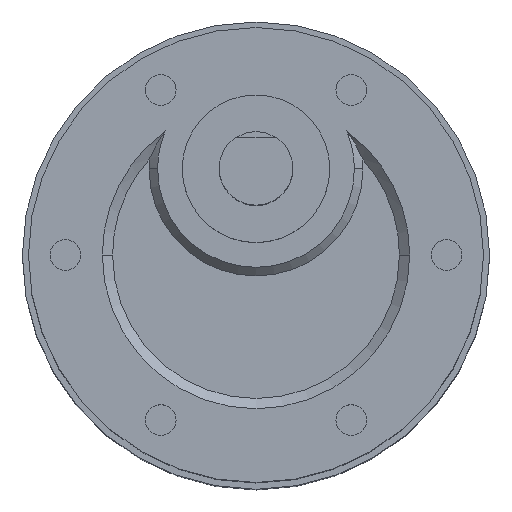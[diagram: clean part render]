
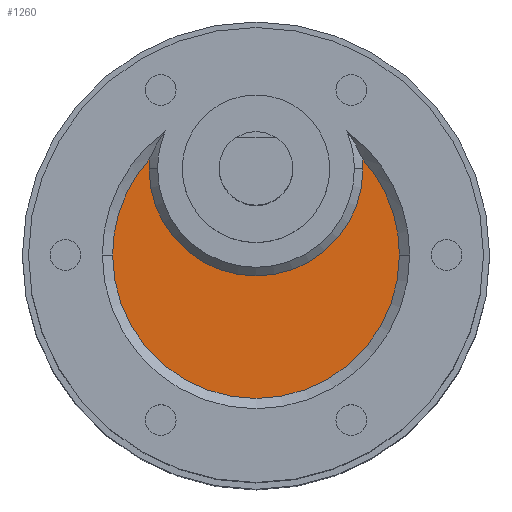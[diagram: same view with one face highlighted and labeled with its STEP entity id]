
A CAD part, top view. The second image highlights one B-rep face of the part: STEP entity #1260.
In plain terms, the highlighted planar face has unit normal (0, 0, 1).
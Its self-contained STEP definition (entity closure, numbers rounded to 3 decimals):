
#630 = DIRECTION ( 'NONE',  ( 0., 0., -1. ) ) ;
#1260 = ADVANCED_FACE ( 'NONE', ( #13916 ), #5279, .T. ) ;
#1671 = CIRCLE ( 'NONE', #7527, 11.666 ) ;
#1681 = CARTESIAN_POINT ( 'NONE',  ( 8.7, 7., 25.3 ) ) ;
#2249 = ORIENTED_EDGE ( 'NONE', *, *, #16814, .T. ) ;
#2295 = CARTESIAN_POINT ( 'NONE',  ( 0., 3.5, 25.3 ) ) ;
#2447 = CIRCLE ( 'NONE', #4634, 8.7 ) ;
#3395 = CARTESIAN_POINT ( 'NONE',  ( 0., 7., 25.3 ) ) ;
#3402 = CARTESIAN_POINT ( 'NONE',  ( 0., 7., 25.3 ) ) ;
#3449 = VERTEX_POINT ( 'NONE', #12219 ) ;
#3959 = EDGE_CURVE ( 'NONE', #13270, #3449, #1671, .T. ) ;
#4622 = VERTEX_POINT ( 'NONE', #6522 ) ;
#4634 = AXIS2_PLACEMENT_3D ( 'NONE', #9312, #630, #9627 ) ;
#4720 = EDGE_CURVE ( 'NONE', #14999, #4622, #12624, .T. ) ;
#4839 = ORIENTED_EDGE ( 'NONE', *, *, #3959, .T. ) ;
#5279 = PLANE ( 'NONE',  #15051 ) ;
#5720 = CARTESIAN_POINT ( 'NONE',  ( 11.666, 0., 25.3 ) ) ;
#5723 = DIRECTION ( 'NONE',  ( 0., 0., 1. ) ) ;
#5812 = CIRCLE ( 'NONE', #7628, 8.7 ) ;
#5922 = EDGE_CURVE ( 'NONE', #17052, #10471, #2447, .T. ) ;
#6522 = CARTESIAN_POINT ( 'NONE',  ( -11.666, 0., 25.3 ) ) ;
#7198 = EDGE_LOOP ( 'NONE', ( #21790, #7641, #18379, #11421, #2249, #4839 ) ) ;
#7527 = AXIS2_PLACEMENT_3D ( 'NONE', #22346, #8443, #11961 ) ;
#7628 = AXIS2_PLACEMENT_3D ( 'NONE', #3402, #12068, #8677 ) ;
#7641 = ORIENTED_EDGE ( 'NONE', *, *, #5922, .T. ) ;
#8443 = DIRECTION ( 'NONE',  ( 0., 0., 1. ) ) ;
#8677 = DIRECTION ( 'NONE',  ( 1., 0., 0. ) ) ;
#8887 = CARTESIAN_POINT ( 'NONE',  ( -8.662, 7.814, 25.3 ) ) ;
#9168 = DIRECTION ( 'NONE',  ( 0., 0., 1. ) ) ;
#9312 = CARTESIAN_POINT ( 'NONE',  ( 0., 7., 25.3 ) ) ;
#9627 = DIRECTION ( 'NONE',  ( 1., 0., 0. ) ) ;
#9780 = CARTESIAN_POINT ( 'NONE',  ( 0., 0., 25.3 ) ) ;
#10095 = AXIS2_PLACEMENT_3D ( 'NONE', #9780, #14269, #21243 ) ;
#10471 = VERTEX_POINT ( 'NONE', #17741 ) ;
#11234 = AXIS2_PLACEMENT_3D ( 'NONE', #3395, #21088, #17317 ) ;
#11421 = ORIENTED_EDGE ( 'NONE', *, *, #4720, .T. ) ;
#11708 = EDGE_CURVE ( 'NONE', #3449, #17052, #5812, .T. ) ;
#11961 = DIRECTION ( 'NONE',  ( 1., 0., 0. ) ) ;
#12068 = DIRECTION ( 'NONE',  ( 0., 0., -1. ) ) ;
#12219 = CARTESIAN_POINT ( 'NONE',  ( 8.662, 7.814, 25.3 ) ) ;
#12624 = CIRCLE ( 'NONE', #10095, 11.666 ) ;
#12659 = DIRECTION ( 'NONE',  ( 1., 0., 0. ) ) ;
#12895 = DIRECTION ( 'NONE',  ( 1., 0., 0. ) ) ;
#13270 = VERTEX_POINT ( 'NONE', #5720 ) ;
#13404 = EDGE_CURVE ( 'NONE', #10471, #14999, #21064, .T. ) ;
#13916 = FACE_OUTER_BOUND ( 'NONE', #7198, .T. ) ;
#14269 = DIRECTION ( 'NONE',  ( 0., 0., 1. ) ) ;
#14374 = CARTESIAN_POINT ( 'NONE',  ( 0., 0., 25.3 ) ) ;
#14999 = VERTEX_POINT ( 'NONE', #8887 ) ;
#15051 = AXIS2_PLACEMENT_3D ( 'NONE', #2295, #9168, #12895 ) ;
#16774 = CIRCLE ( 'NONE', #22255, 11.666 ) ;
#16814 = EDGE_CURVE ( 'NONE', #4622, #13270, #16774, .T. ) ;
#17052 = VERTEX_POINT ( 'NONE', #1681 ) ;
#17317 = DIRECTION ( 'NONE',  ( 1., 0., 0. ) ) ;
#17741 = CARTESIAN_POINT ( 'NONE',  ( -8.7, 7., 25.3 ) ) ;
#18379 = ORIENTED_EDGE ( 'NONE', *, *, #13404, .T. ) ;
#21064 = CIRCLE ( 'NONE', #11234, 8.7 ) ;
#21088 = DIRECTION ( 'NONE',  ( 0., 0., -1. ) ) ;
#21243 = DIRECTION ( 'NONE',  ( 1., 0., 0. ) ) ;
#21790 = ORIENTED_EDGE ( 'NONE', *, *, #11708, .T. ) ;
#22255 = AXIS2_PLACEMENT_3D ( 'NONE', #14374, #5723, #12659 ) ;
#22346 = CARTESIAN_POINT ( 'NONE',  ( 0., 0., 25.3 ) ) ;
